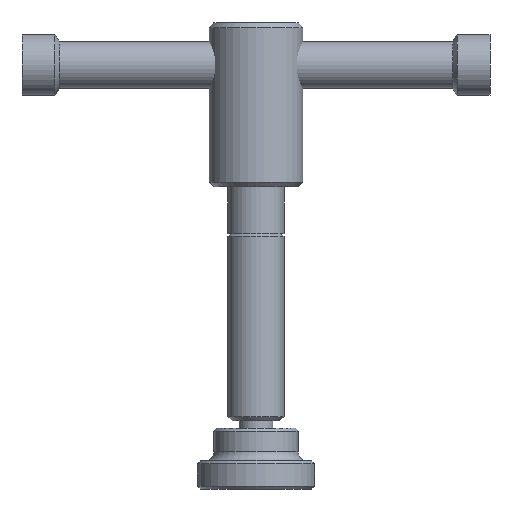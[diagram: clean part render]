
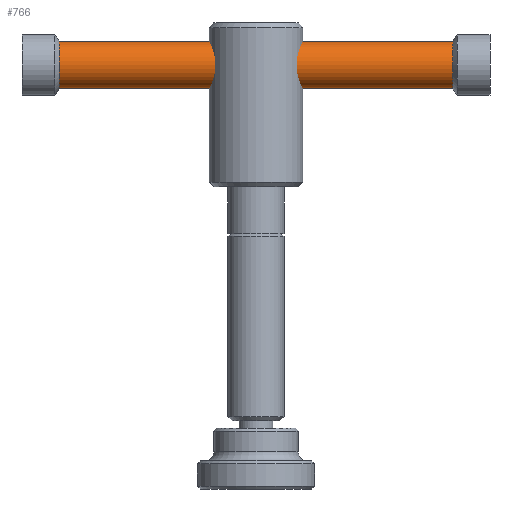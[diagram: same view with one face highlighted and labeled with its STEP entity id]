
A CAD part, front view. The second image highlights one B-rep face of the part: STEP entity #766.
In plain terms, the highlighted cylindrical face has radius 5 mm (diameter 10 mm), a partial arc.
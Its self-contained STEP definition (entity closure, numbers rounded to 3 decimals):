
#356=EDGE_CURVE('',#868,#810,#967,.T.);
#372=EDGE_CURVE('',#714,#810,#983,.T.);
#480=EDGE_CURVE('',#868,#748,#1101,.T.);
#642=EDGE_CURVE('',#748,#714,#1289,.T.);
#714=VERTEX_POINT('',#1368);
#748=VERTEX_POINT('',#1411);
#766=ADVANCED_FACE('',(#1432),#1433,.T.);
#810=VERTEX_POINT('',#1483);
#868=VERTEX_POINT('',#1547);
#967=CIRCLE('',#1652,5.0);
#983=LINE('',#1677,#1678);
#1101=LINE('',#1835,#1836);
#1289=CIRCLE('',#2073,5.0);
#1368=CARTESIAN_POINT('',(42.0,0.,85.6));
#1411=CARTESIAN_POINT('',(42.0,0.0,95.6));
#1432=FACE_OUTER_BOUND('',#2249,.T.);
#1433=CYLINDRICAL_SURFACE('',#2250,5.0);
#1483=CARTESIAN_POINT('',(-42.0,0.,85.6));
#1547=CARTESIAN_POINT('',(-42.0,0.0,95.6));
#1652=AXIS2_PLACEMENT_3D('',#2506,#2507,#2508);
#1677=CARTESIAN_POINT('',(0.0,0.,85.6));
#1678=VECTOR('',#2523,1.0);
#1835=CARTESIAN_POINT('',(0.0,0.,95.6));
#1836=VECTOR('',#2661,1.0);
#2073=AXIS2_PLACEMENT_3D('',#2924,#2925,#2926);
#2249=EDGE_LOOP('',(#3117,#3118,#3119,#3120));
#2250=AXIS2_PLACEMENT_3D('',#3121,#3122,#3123);
#2506=CARTESIAN_POINT('',(-42.0,0.0,90.6));
#2507=DIRECTION('',(1.0,0.0,-0.0));
#2508=DIRECTION('',(0.0,0.0,1.0));
#2523=DIRECTION('',(-1.0,-0.0,-0.0));
#2661=DIRECTION('',(1.0,0.0,0.0));
#2924=CARTESIAN_POINT('',(42.0,0.0,90.6));
#2925=DIRECTION('',(1.0,0.0,-0.0));
#2926=DIRECTION('',(0.0,0.0,1.0));
#3117=ORIENTED_EDGE('',*,*,#480,.F.);
#3118=ORIENTED_EDGE('',*,*,#356,.T.);
#3119=ORIENTED_EDGE('',*,*,#372,.F.);
#3120=ORIENTED_EDGE('',*,*,#642,.F.);
#3121=CARTESIAN_POINT('',(0.0,0.0,90.6));
#3122=DIRECTION('',(-1.0,-0.0,0.0));
#3123=DIRECTION('',(0.0,0.0,1.0));
